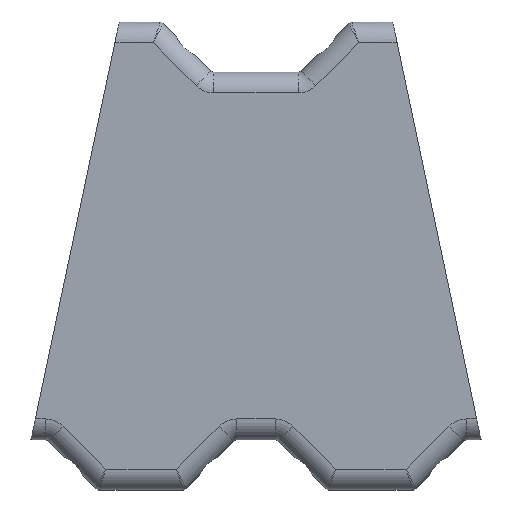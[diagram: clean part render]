
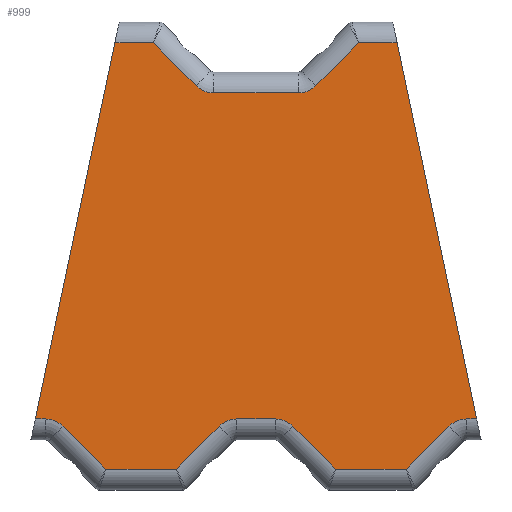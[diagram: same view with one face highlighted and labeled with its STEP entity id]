
A CAD part, top view. The second image highlights one B-rep face of the part: STEP entity #999.
In plain terms, the highlighted planar face has unit normal (0, 0, 1).
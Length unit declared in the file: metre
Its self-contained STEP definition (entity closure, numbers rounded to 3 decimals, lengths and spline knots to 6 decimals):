
#85=PLANE('',#1083);
#107=CIRCLE('',#1084,0.003);
#108=CIRCLE('',#1085,0.003);
#109=CIRCLE('',#1086,0.003);
#110=CIRCLE('',#1087,0.003);
#111=CIRCLE('',#1088,0.003);
#112=CIRCLE('',#1089,0.003);
#180=ORIENTED_EDGE('',*,*,#487,.F.);
#181=ORIENTED_EDGE('',*,*,#488,.T.);
#182=ORIENTED_EDGE('',*,*,#489,.T.);
#183=ORIENTED_EDGE('',*,*,#490,.T.);
#184=ORIENTED_EDGE('',*,*,#491,.T.);
#185=ORIENTED_EDGE('',*,*,#492,.T.);
#186=ORIENTED_EDGE('',*,*,#493,.T.);
#187=ORIENTED_EDGE('',*,*,#494,.T.);
#188=ORIENTED_EDGE('',*,*,#495,.T.);
#189=ORIENTED_EDGE('',*,*,#462,.T.);
#190=ORIENTED_EDGE('',*,*,#496,.T.);
#191=ORIENTED_EDGE('',*,*,#497,.T.);
#192=ORIENTED_EDGE('',*,*,#498,.T.);
#193=ORIENTED_EDGE('',*,*,#499,.T.);
#194=ORIENTED_EDGE('',*,*,#500,.T.);
#195=ORIENTED_EDGE('',*,*,#501,.T.);
#196=ORIENTED_EDGE('',*,*,#502,.F.);
#197=ORIENTED_EDGE('',*,*,#503,.F.);
#198=ORIENTED_EDGE('',*,*,#504,.F.);
#199=ORIENTED_EDGE('',*,*,#505,.F.);
#200=ORIENTED_EDGE('',*,*,#506,.F.);
#201=ORIENTED_EDGE('',*,*,#507,.F.);
#462=EDGE_CURVE('',#616,#617,#714,.F.);
#487=EDGE_CURVE('',#640,#641,#731,.T.);
#488=EDGE_CURVE('',#640,#642,#732,.T.);
#489=EDGE_CURVE('',#642,#643,#733,.T.);
#490=EDGE_CURVE('',#643,#644,#107,.F.);
#491=EDGE_CURVE('',#644,#645,#734,.T.);
#492=EDGE_CURVE('',#645,#646,#108,.F.);
#493=EDGE_CURVE('',#646,#647,#735,.F.);
#494=EDGE_CURVE('',#647,#648,#736,.T.);
#495=EDGE_CURVE('',#648,#616,#737,.T.);
#496=EDGE_CURVE('',#617,#649,#109,.F.);
#497=EDGE_CURVE('',#649,#650,#738,.T.);
#498=EDGE_CURVE('',#650,#651,#739,.F.);
#499=EDGE_CURVE('',#651,#652,#740,.F.);
#500=EDGE_CURVE('',#652,#653,#110,.F.);
#501=EDGE_CURVE('',#653,#654,#741,.F.);
#502=EDGE_CURVE('',#655,#654,#111,.F.);
#503=EDGE_CURVE('',#656,#655,#742,.F.);
#504=EDGE_CURVE('',#657,#656,#743,.F.);
#505=EDGE_CURVE('',#658,#657,#744,.T.);
#506=EDGE_CURVE('',#659,#658,#112,.F.);
#507=EDGE_CURVE('',#641,#659,#745,.F.);
#616=VERTEX_POINT('',#1431);
#617=VERTEX_POINT('',#1432);
#640=VERTEX_POINT('',#1482);
#641=VERTEX_POINT('',#1483);
#642=VERTEX_POINT('',#1485);
#643=VERTEX_POINT('',#1487);
#644=VERTEX_POINT('',#1489);
#645=VERTEX_POINT('',#1491);
#646=VERTEX_POINT('',#1493);
#647=VERTEX_POINT('',#1495);
#648=VERTEX_POINT('',#1497);
#649=VERTEX_POINT('',#1500);
#650=VERTEX_POINT('',#1502);
#651=VERTEX_POINT('',#1504);
#652=VERTEX_POINT('',#1506);
#653=VERTEX_POINT('',#1508);
#654=VERTEX_POINT('',#1510);
#655=VERTEX_POINT('',#1512);
#656=VERTEX_POINT('',#1514);
#657=VERTEX_POINT('',#1516);
#658=VERTEX_POINT('',#1518);
#659=VERTEX_POINT('',#1520);
#714=LINE('',#1430,#770);
#731=LINE('',#1481,#787);
#732=LINE('',#1484,#788);
#733=LINE('',#1486,#789);
#734=LINE('',#1490,#790);
#735=LINE('',#1494,#791);
#736=LINE('',#1496,#792);
#737=LINE('',#1498,#793);
#738=LINE('',#1501,#794);
#739=LINE('',#1503,#795);
#740=LINE('',#1505,#796);
#741=LINE('',#1509,#797);
#742=LINE('',#1513,#798);
#743=LINE('',#1515,#799);
#744=LINE('',#1517,#800);
#745=LINE('',#1521,#801);
#770=VECTOR('',#1176,1.);
#787=VECTOR('',#1213,1.);
#788=VECTOR('',#1214,1.);
#789=VECTOR('',#1215,1.);
#790=VECTOR('',#1218,1.);
#791=VECTOR('',#1221,1.);
#792=VECTOR('',#1222,1.);
#793=VECTOR('',#1223,1.);
#794=VECTOR('',#1226,1.);
#795=VECTOR('',#1227,1.);
#796=VECTOR('',#1228,1.);
#797=VECTOR('',#1231,1.);
#798=VECTOR('',#1234,1.);
#799=VECTOR('',#1235,1.);
#800=VECTOR('',#1236,1.);
#801=VECTOR('',#1239,1.);
#828=EDGE_LOOP('',(#180,#181,#182,#183,#184,#185,#186,#187,#188,#189,#190,
#191,#192,#193,#194,#195,#196,#197,#198,#199,#200,#201));
#904=FACE_BOUND('',#828,.T.);
#999=ADVANCED_FACE('',(#904),#85,.T.);
#1083=AXIS2_PLACEMENT_3D('',#1480,#1211,#1212);
#1084=AXIS2_PLACEMENT_3D('',#1488,#1216,#1217);
#1085=AXIS2_PLACEMENT_3D('',#1492,#1219,#1220);
#1086=AXIS2_PLACEMENT_3D('',#1499,#1224,#1225);
#1087=AXIS2_PLACEMENT_3D('',#1507,#1229,#1230);
#1088=AXIS2_PLACEMENT_3D('',#1511,#1232,#1233);
#1089=AXIS2_PLACEMENT_3D('',#1519,#1237,#1238);
#1176=DIRECTION('',(-1.,0.,0.));
#1211=DIRECTION('',(0.,0.,1.));
#1212=DIRECTION('',(1.,0.,0.));
#1213=DIRECTION('',(0.207,-0.978,0.));
#1214=DIRECTION('',(-1.,0.,0.));
#1215=DIRECTION('',(-0.707,-0.707,0.));
#1216=DIRECTION('',(0.,0.,1.));
#1217=DIRECTION('',(1.,0.,0.));
#1218=DIRECTION('',(-1.,0.,0.));
#1219=DIRECTION('',(0.,0.,1.));
#1220=DIRECTION('',(1.,0.,0.));
#1221=DIRECTION('',(0.707,-0.707,0.));
#1222=DIRECTION('',(-1.,0.,0.));
#1223=DIRECTION('',(-0.207,-0.978,0.));
#1224=DIRECTION('',(0.,0.,1.));
#1225=DIRECTION('',(1.,0.,0.));
#1226=DIRECTION('',(0.707,-0.707,0.));
#1227=DIRECTION('',(-1.,0.,0.));
#1228=DIRECTION('',(-0.707,-0.707,0.));
#1229=DIRECTION('',(0.,0.,1.));
#1230=DIRECTION('',(1.,0.,0.));
#1231=DIRECTION('',(-1.,0.,0.));
#1232=DIRECTION('',(0.,0.,-1.));
#1233=DIRECTION('',(-1.,0.,0.));
#1234=DIRECTION('',(0.707,-0.707,0.));
#1235=DIRECTION('',(1.,0.,0.));
#1236=DIRECTION('',(-0.707,-0.707,0.));
#1237=DIRECTION('',(0.,0.,-1.));
#1238=DIRECTION('',(-1.,0.,0.));
#1239=DIRECTION('',(1.,0.,0.));
#1430=CARTESIAN_POINT('',(0.,-0.0225,0.005));
#1431=CARTESIAN_POINT('',(-0.026397,-0.0225,0.005));
#1432=CARTESIAN_POINT('',(-0.025207,-0.0225,0.005));
#1480=CARTESIAN_POINT('',(0.,-0.003,0.005));
#1481=CARTESIAN_POINT('',(0.022228,-0.002794,0.005));
#1482=CARTESIAN_POINT('',(0.016877,0.0225,0.005));
#1483=CARTESIAN_POINT('',(0.026397,-0.0225,0.005));
#1484=CARTESIAN_POINT('',(0.011457,0.0225,0.005));
#1485=CARTESIAN_POINT('',(0.012286,0.0225,0.005));
#1486=CARTESIAN_POINT('',(0.007164,0.017379,0.005));
#1487=CARTESIAN_POINT('',(0.007164,0.017379,0.005));
#1488=CARTESIAN_POINT('',(0.005043,0.0195,0.005));
#1489=CARTESIAN_POINT('',(0.005043,0.0165,0.005));
#1490=CARTESIAN_POINT('',(-0.005043,0.0165,0.005));
#1491=CARTESIAN_POINT('',(-0.005043,0.0165,0.005));
#1492=CARTESIAN_POINT('',(-0.005043,0.0195,0.005));
#1493=CARTESIAN_POINT('',(-0.007164,0.017379,0.005));
#1494=CARTESIAN_POINT('',(-0.012871,0.023086,0.005));
#1495=CARTESIAN_POINT('',(-0.012286,0.0225,0.005));
#1496=CARTESIAN_POINT('',(-0.01625,0.0225,0.005));
#1497=CARTESIAN_POINT('',(-0.016877,0.0225,0.005));
#1498=CARTESIAN_POINT('',(-0.022228,-0.002794,0.005));
#1499=CARTESIAN_POINT('',(-0.025207,-0.0255,0.005));
#1500=CARTESIAN_POINT('',(-0.023086,-0.023379,0.005));
#1501=CARTESIAN_POINT('',(-0.021732,-0.024732,0.005));
#1502=CARTESIAN_POINT('',(-0.017964,-0.0285,0.005));
#1503=CARTESIAN_POINT('',(0.,-0.0285,0.005));
#1504=CARTESIAN_POINT('',(-0.009536,-0.0285,0.005));
#1505=CARTESIAN_POINT('',(0.007982,-0.010982,0.005));
#1506=CARTESIAN_POINT('',(-0.004414,-0.023379,0.005));
#1507=CARTESIAN_POINT('',(-0.002293,-0.0255,0.005));
#1508=CARTESIAN_POINT('',(-0.002293,-0.0225,0.005));
#1509=CARTESIAN_POINT('',(0.,-0.0225,0.005));
#1510=CARTESIAN_POINT('',(0.002293,-0.0225,0.005));
#1511=CARTESIAN_POINT('',(0.002293,-0.0255,0.005));
#1512=CARTESIAN_POINT('',(0.004414,-0.023379,0.005));
#1513=CARTESIAN_POINT('',(-0.007982,-0.010982,0.005));
#1514=CARTESIAN_POINT('',(0.009536,-0.0285,0.005));
#1515=CARTESIAN_POINT('',(0.,-0.0285,0.005));
#1516=CARTESIAN_POINT('',(0.017964,-0.0285,0.005));
#1517=CARTESIAN_POINT('',(0.021732,-0.024732,0.005));
#1518=CARTESIAN_POINT('',(0.023086,-0.023379,0.005));
#1519=CARTESIAN_POINT('',(0.025207,-0.0255,0.005));
#1520=CARTESIAN_POINT('',(0.025207,-0.0225,0.005));
#1521=CARTESIAN_POINT('',(0.,-0.0225,0.005));
